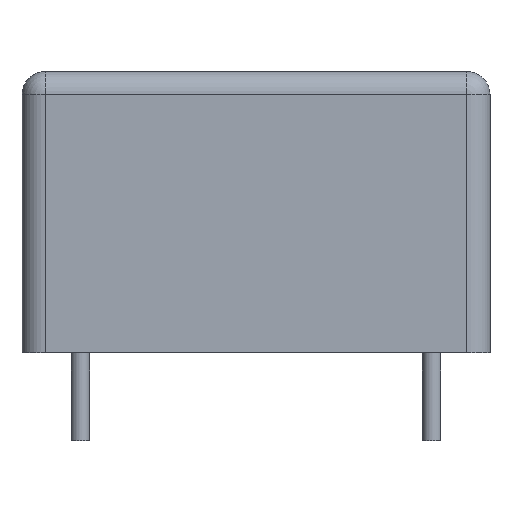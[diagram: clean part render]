
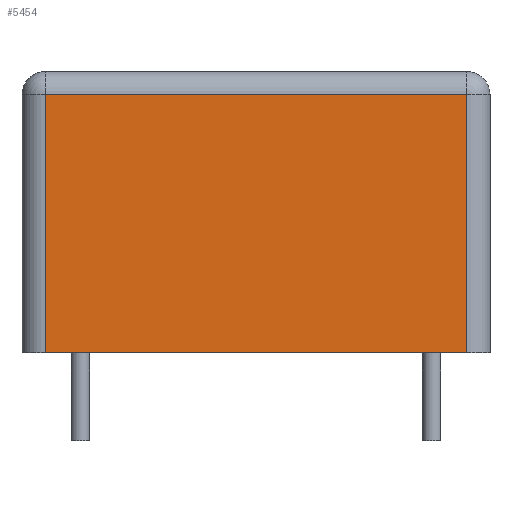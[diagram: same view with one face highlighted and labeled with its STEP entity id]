
A CAD part, front view. The second image highlights one B-rep face of the part: STEP entity #5454.
In plain terms, the highlighted planar face has unit normal (0, -1, 0).
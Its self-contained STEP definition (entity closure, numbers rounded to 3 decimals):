
#124 = CARTESIAN_POINT ( 'NONE',  ( 9.15, -15.9, -1. ) ) ;
#132 = DIRECTION ( 'NONE',  ( 0., 0., 1. ) ) ;
#315 = ORIENTED_EDGE ( 'NONE', *, *, #5489, .T. ) ;
#964 = EDGE_CURVE ( 'NONE', #6639, #5814, #12510, .T. ) ;
#4415 = VERTEX_POINT ( 'NONE', #4487 ) ;
#4487 = CARTESIAN_POINT ( 'NONE',  ( -9.15, -15.9, -12.2 ) ) ;
#5454 = ADVANCED_FACE ( 'NONE', ( #14157 ), #8001, .T. ) ;
#5489 = EDGE_CURVE ( 'NONE', #14376, #4415, #10203, .T. ) ;
#5814 = VERTEX_POINT ( 'NONE', #124 ) ;
#6180 = VECTOR ( 'NONE', #11926, 1000. ) ;
#6227 = VECTOR ( 'NONE', #18315, 1000. ) ;
#6547 = DIRECTION ( 'NONE',  ( 0., -1., 0. ) ) ;
#6639 = VERTEX_POINT ( 'NONE', #12507 ) ;
#7601 = ORIENTED_EDGE ( 'NONE', *, *, #964, .T. ) ;
#7939 = CARTESIAN_POINT ( 'NONE',  ( -10.15, -15.9, -12.2 ) ) ;
#8001 = PLANE ( 'NONE',  #16526 ) ;
#9556 = CARTESIAN_POINT ( 'NONE',  ( -10.15, -15.9, -12.2 ) ) ;
#10155 = LINE ( 'NONE', #10563, #6180 ) ;
#10203 = LINE ( 'NONE', #18450, #6227 ) ;
#10563 = CARTESIAN_POINT ( 'NONE',  ( -10.15, -15.9, -1. ) ) ;
#11031 = CARTESIAN_POINT ( 'NONE',  ( -9.15, -15.9, -1. ) ) ;
#11926 = DIRECTION ( 'NONE',  ( -1., 0., 0. ) ) ;
#11949 = CARTESIAN_POINT ( 'NONE',  ( 9.15, -15.9, -12.2 ) ) ;
#12312 = EDGE_LOOP ( 'NONE', ( #17998, #315, #15611, #7601 ) ) ;
#12507 = CARTESIAN_POINT ( 'NONE',  ( 9.15, -15.9, -12.2 ) ) ;
#12510 = LINE ( 'NONE', #11949, #18487 ) ;
#14157 = FACE_OUTER_BOUND ( 'NONE', #12312, .T. ) ;
#14376 = VERTEX_POINT ( 'NONE', #11031 ) ;
#14689 = EDGE_CURVE ( 'NONE', #5814, #14376, #10155, .T. ) ;
#15611 = ORIENTED_EDGE ( 'NONE', *, *, #19214, .T. ) ;
#16526 = AXIS2_PLACEMENT_3D ( 'NONE', #9556, #6547, #18517 ) ;
#16843 = LINE ( 'NONE', #7939, #17753 ) ;
#16853 = DIRECTION ( 'NONE',  ( 1., 0., 0. ) ) ;
#17753 = VECTOR ( 'NONE', #16853, 1000. ) ;
#17998 = ORIENTED_EDGE ( 'NONE', *, *, #14689, .T. ) ;
#18315 = DIRECTION ( 'NONE',  ( 0., 0., -1. ) ) ;
#18450 = CARTESIAN_POINT ( 'NONE',  ( -9.15, -15.9, -12.2 ) ) ;
#18487 = VECTOR ( 'NONE', #132, 1000. ) ;
#18517 = DIRECTION ( 'NONE',  ( 0., 0., -1. ) ) ;
#19214 = EDGE_CURVE ( 'NONE', #4415, #6639, #16843, .T. ) ;
